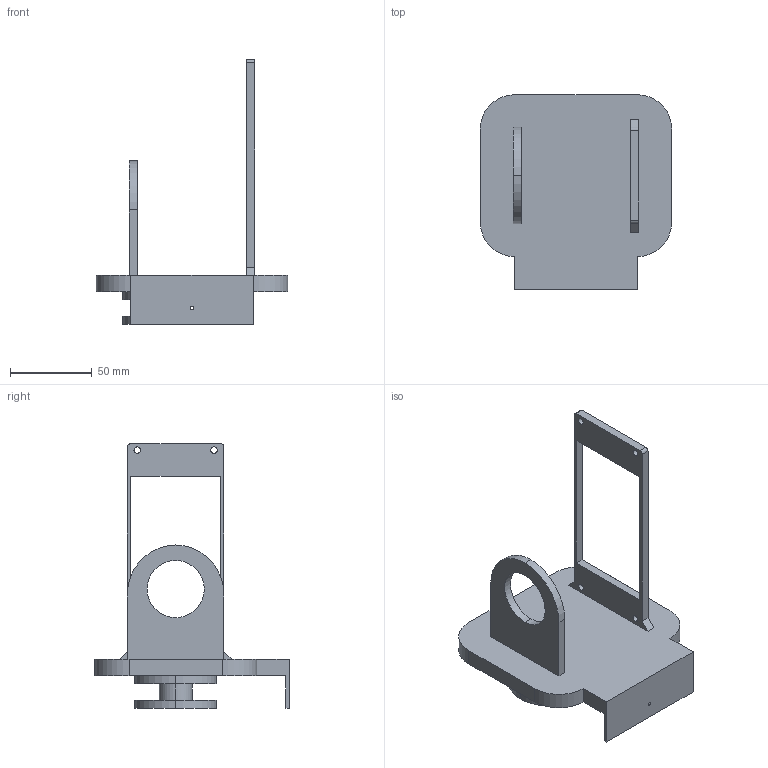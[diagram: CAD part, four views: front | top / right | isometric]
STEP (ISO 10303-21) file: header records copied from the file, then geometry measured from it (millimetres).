
FILE_DESCRIPTION (( 'STEP AP203' ), '1' );
FILE_NAME ('Arm_Base_Default_sldprt.STEP', '2022-04-16T10:24:28', ( '' ), ( '' ), 'SwSTEP 2.0', 'SolidWorks 2019', '' );
FILE_SCHEMA (( 'CONFIG_CONTROL_DESIGN' ));
Length unit declared in the file: millimetre
Products named in the file (1): Arm_Base_Default_sldprt
Bounding box: 117 x 119 x 162 mm (x, y, z)
Volume: 180114.7 mm3; surface area: 53517.5 mm2
Topology: 1 solids, 1 shells, 57 faces, 147 edges, 98 vertices
Faces by surface type: plane 29, cylinder 28
Entity records: 1862 total; most frequent: DIRECTION 319, CARTESIAN_POINT 303, ORIENTED_EDGE 294, EDGE_CURVE 147, AXIS2_PLACEMENT_3D 114, VERTEX_POINT 98, VECTOR 91, LINE 91
